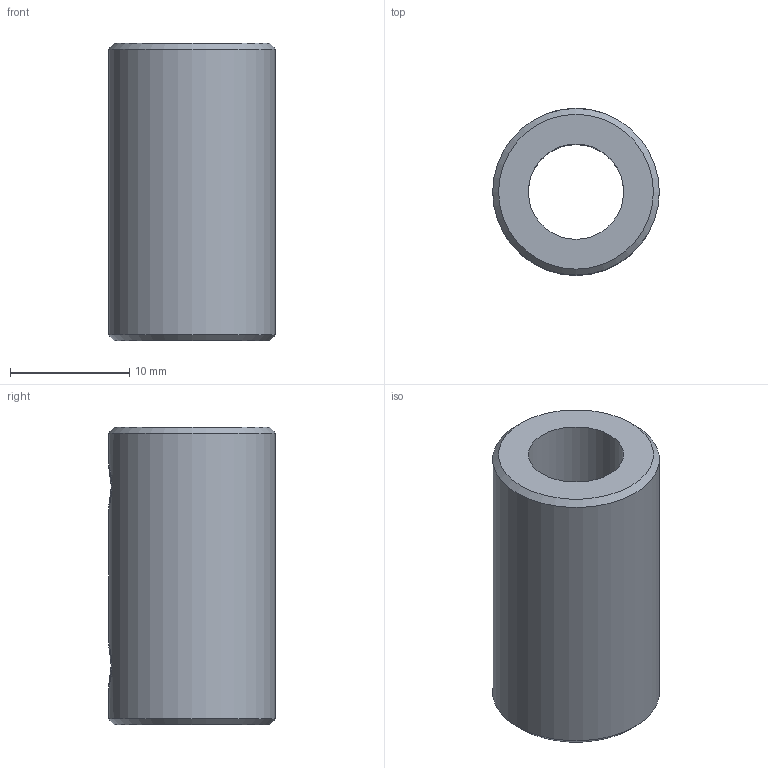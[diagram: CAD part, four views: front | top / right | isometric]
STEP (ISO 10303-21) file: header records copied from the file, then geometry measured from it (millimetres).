
FILE_DESCRIPTION(/* description */ (''),/* implementation_level */ '2;1');
FILE_NAME(/* name */ 'Shaft Coupler 8-8mm.stp',/* time_stamp */ '2025-12-16T16:21:20+02:00',/* author */ ('hazem'),/* organization */ (''),/* preprocessor_version */ 'ST-DEVELOPER v20',/* originating_system */ 'Autodesk Inventor 2025',/* authorisation */ '');
FILE_SCHEMA (('AUTOMOTIVE_DESIGN { 1 0 10303 214 3 1 1 }'));
Length unit declared in the file: millimetre
Products named in the file (1): AcoplamentoRigido8x8
Bounding box: 14 x 14 x 25 mm (x, y, z)
Volume: 2554.7 mm3; surface area: 2031.5 mm2
Topology: 1 solids, 1 shells, 42 faces, 103 edges, 69 vertices
Faces by surface type: plane 18, bspline 14, cylinder 8, cone 2
Full cylindrical faces by diameter (mm): 3.9 x2, 4 x2, 8 x1, 14 x1
Entity records: 4031 total; most frequent: CARTESIAN_POINT 3029, ORIENTED_EDGE 206, DIRECTION 164, EDGE_CURVE 103, VERTEX_POINT 69, AXIS2_PLACEMENT_3D 62, EDGE_LOOP 50, FACE_OUTER_BOUND 42
